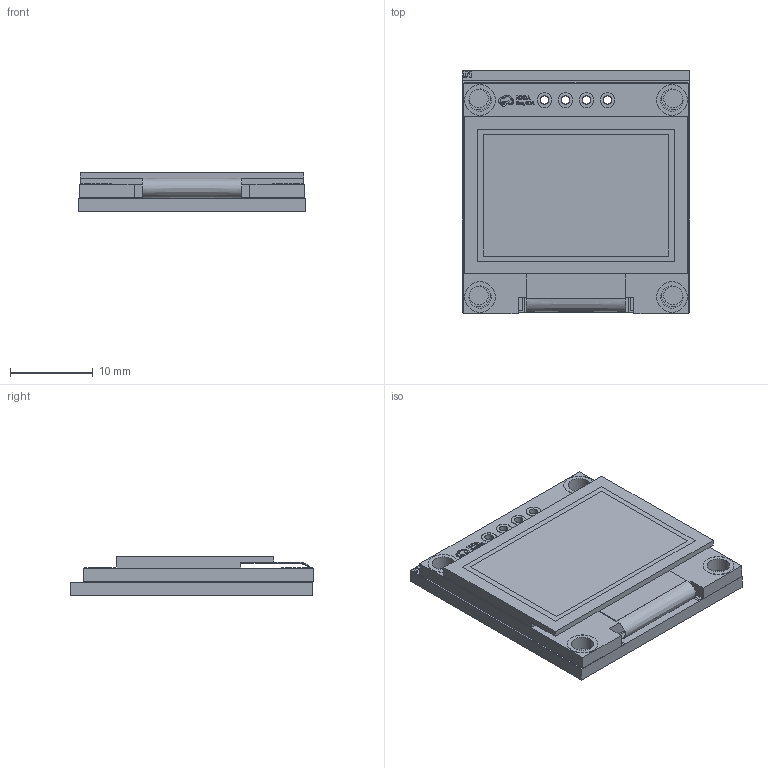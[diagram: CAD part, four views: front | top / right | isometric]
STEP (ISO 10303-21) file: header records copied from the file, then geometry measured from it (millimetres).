
FILE_DESCRIPTION(('Designed by EasyEDA Pro'),'2;1');
FILE_NAME('Open CASCADE Shape Model','2025-04-17T22:32:40',('Author'),( 'Open CASCADE'),'Open CASCADE STEP processor 7.8','Open CASCADE 7.8' ,'Unknown');
FILE_SCHEMA(('AUTOMOTIVE_DESIGN { 1 0 10303 214 1 1 1 1 }'));
Length unit declared in the file: millimetre
Products named in the file (8): 5lYN-PCBModel; 5lYN-TopTrack; 5lYN-BottomTrack; 5lYN-TopSilk; 5lYN-Board; 5lYN-Top FPC Stiffener; 5lYN-Bot FPC Stiffener; 5lYN-U1-OLED-TH_L27.8-W27.2-P2.54_C9900033791
Assembly tree (7 placements, depth 2):
  5lYN-PCBModel
    5lYN-TopTrack
    5lYN-BottomTrack
    5lYN-TopSilk
    5lYN-Board
    5lYN-Top FPC Stiffener
    5lYN-Bot FPC Stiffener
    5lYN-U1-OLED-TH_L27.8-W27.2-P2.54_C9900033791
Bounding box: 27.43 x 29.39 x 4.73 mm (x, y, z)
Volume: 3076.8 mm3; surface area: 4328.7 mm2
Topology: 2 solids, 18 shells, 355 faces, 1007 edges, 710 vertices
Faces by surface type: plane 199, bspline 100, cylinder 56
Entity records: 15655 total; most frequent: CARTESIAN_POINT 3608, ORIENTED_EDGE 1896, DIRECTION 1515, EDGE_CURVE 1007, VERTEX_POINT 710, LINE 617, VECTOR 617, AXIS2_PLACEMENT_3D 449
